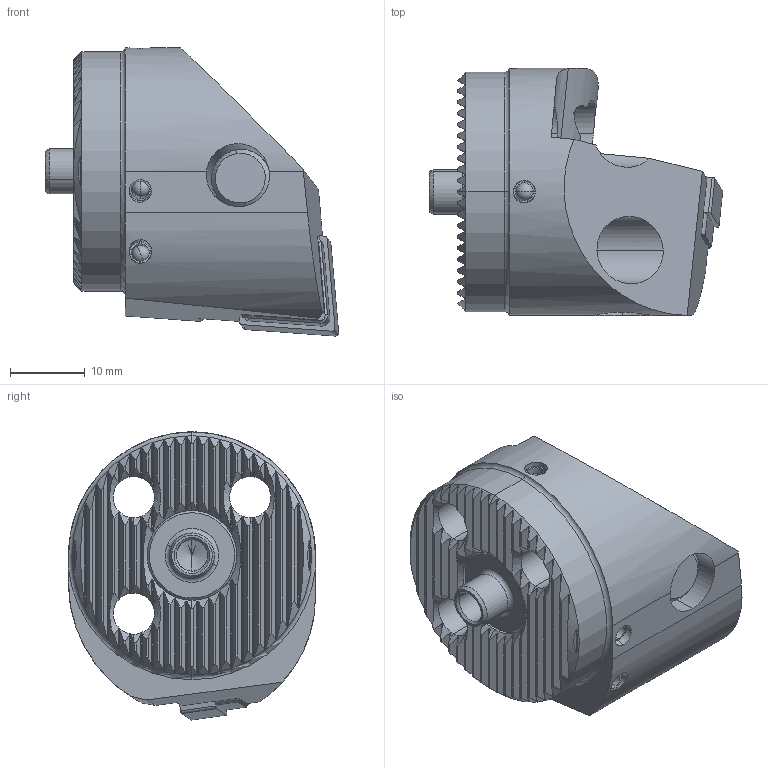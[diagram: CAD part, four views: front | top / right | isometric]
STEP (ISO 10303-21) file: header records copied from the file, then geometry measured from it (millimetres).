
FILE_DESCRIPTION (( 'STEP AP214' ), '1' );
FILE_NAME ('WK2.PCD.RLB.035.STEP', '2020-09-16T12:15:24', ( '' ), ( '' ), 'SwSTEP 2.0', 'SolidWorks 2017', '' );
FILE_SCHEMA (( 'AUTOMOTIVE_DESIGN' ));
Length unit declared in the file: millimetre
Products named in the file (10): WK2-ER1.001.012_A_Fertigbearbeitung; WKX-ER1.004.005_A_PreviewCfg; WCD-ER3.101.000_A; WCD-ER1.101.000; WCD-ER4.101.017_A; WCD-ER2.101.003_A; WK2-PCD.RLB.035_A; WK2.PCD.RLB.035; CNMG120404; KVT_MB_600_030
Assembly tree (12 placements, depth 2):
  WK2.PCD.RLB.035
    WK2-PCD.RLB.035_A
    KVT_MB_600_030  x3
    WCD-ER3.101.000_A
    CNMG120404
    WCD-ER2.101.003_A
    WCD-ER4.101.017_A
    WCD-ER1.101.000
    WKX-ER1.004.005_A_PreviewCfg  x2
    WK2-ER1.001.012_A_Fertigbearbeitung
Bounding box: 39.2 x 33 x 38.5 mm (x, y, z)
Volume: 17809.4 mm3; surface area: 10797.9 mm2
Topology: 15 solids, 15 shells, 631 faces, 1645 edges, 1024 vertices
Faces by surface type: plane 238, cylinder 206, cone 151, torus 15, bspline 15, sphere 6
Entity records: 19509 total; most frequent: CARTESIAN_POINT 6109, ORIENTED_EDGE 2904, DIRECTION 2419, EDGE_CURVE 1452, VERTEX_POINT 925, AXIS2_PLACEMENT_3D 912, VECTOR 595, LINE 595
